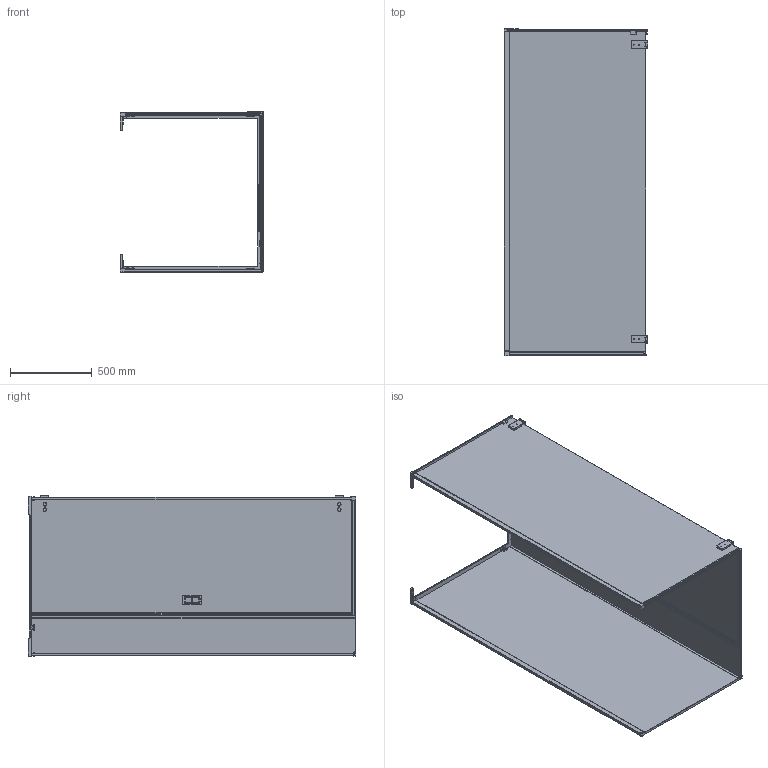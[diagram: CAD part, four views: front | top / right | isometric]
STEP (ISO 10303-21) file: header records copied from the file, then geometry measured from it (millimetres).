
FILE_DESCRIPTION (( 'STEP AP214' ), '1' );
FILE_NAME ('cgu9a-040.STEP', '2020-04-21T12:31:56', ( '' ), ( '' ), 'SwSTEP 2.0', 'SolidWorks 2016', '' );
FILE_SCHEMA (( 'AUTOMOTIVE_DESIGN' ));
Length unit declared in the file: millimetre
Products named in the file (1): cgu9a-040
Bounding box: 877.5 x 2002.55 x 985.12 mm (x, y, z)
Volume: 44993097.6 mm3; surface area: 11235895.6 mm2
Topology: 1 solids, 41 shells, 1938 faces, 5100 edges, 3244 vertices
Faces by surface type: plane 829, cylinder 671, bspline 358, cone 78, torus 2
Entity records: 105935 total; most frequent: CARTESIAN_POINT 40992, ORIENTED_EDGE 10128, DIRECTION 8272, EDGE_CURVE 5064, VERTEX_POINT 3244, AXIS2_PLACEMENT_3D 2819, VECTOR 2634, LINE 2634
